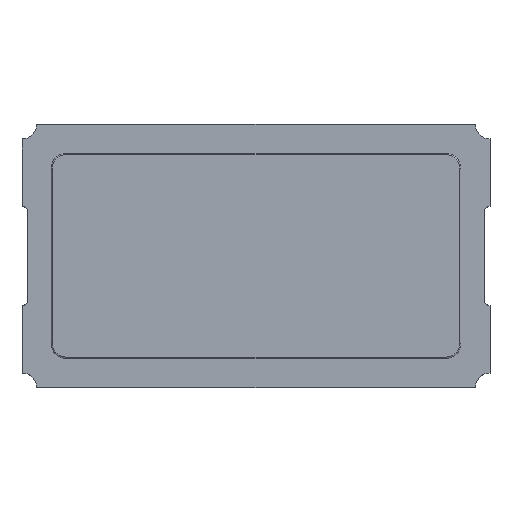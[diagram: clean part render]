
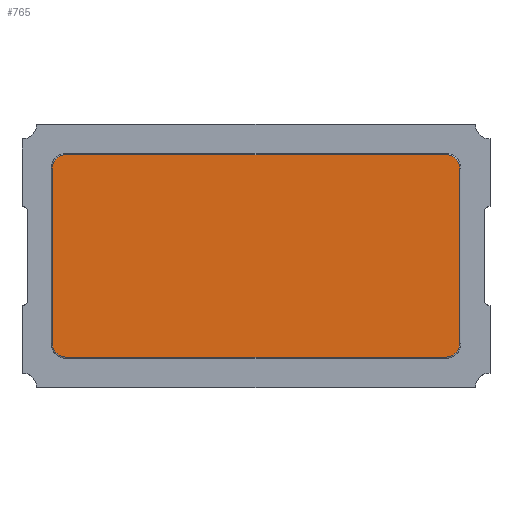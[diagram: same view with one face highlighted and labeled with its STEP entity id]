
A CAD part, top view. The second image highlights one B-rep face of the part: STEP entity #765.
In plain terms, the highlighted planar face has unit normal (0, 0, 1).
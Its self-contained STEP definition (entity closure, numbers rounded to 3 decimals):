
#13=DIRECTION('',(0.,0.,1.));
#35=DIRECTION('',(1.,0.,0.));
#48=DIRECTION('',(0.,0.,-1.));
#57=VECTOR('',#58,1.);
#58=DIRECTION('',(0.,1.,0.));
#69=DIRECTION('',(-1.,0.,0.));
#79=VECTOR('',#35,1.);
#146=DIRECTION('',(0.,-1.,0.));
#482=VECTOR('',#483,1.);
#483=DIRECTION('',(0.,-1.,0.));
#502=DIRECTION('',(0.,0.,-1.));
#553=VECTOR('',#554,1.);
#554=DIRECTION('',(-1.,0.,0.));
#632=VERTEX_POINT('',#633);
#633=CARTESIAN_POINT('',(3.48,1.5,1.45));
#640=EDGE_CURVE('',#632,#641,#643,.T.);
#641=VERTEX_POINT('',#642);
#642=CARTESIAN_POINT('',(3.48,-1.5,1.45));
#643=LINE('',#633,#482);
#657=VERTEX_POINT('',#658);
#658=CARTESIAN_POINT('',(3.25,1.73,1.45));
#662=ORIENTED_EDGE('',*,*,#663,.F.);
#663=EDGE_CURVE('',#657,#632,#664,.T.);
#664=CIRCLE('',#665,0.23);
#665=AXIS2_PLACEMENT_3D('',#666,#502,#58);
#666=CARTESIAN_POINT('',(3.25,1.5,1.45));
#675=VERTEX_POINT('',#676);
#676=CARTESIAN_POINT('',(3.25,-1.73,1.45));
#681=ORIENTED_EDGE('',*,*,#682,.F.);
#682=EDGE_CURVE('',#641,#675,#683,.T.);
#683=CIRCLE('',#684,0.23);
#684=AXIS2_PLACEMENT_3D('',#685,#502,#35);
#685=CARTESIAN_POINT('',(3.25,-1.5,1.45));
#693=VERTEX_POINT('',#694);
#694=CARTESIAN_POINT('',(-3.25,1.73,1.45));
#701=EDGE_CURVE('',#693,#657,#702,.T.);
#702=LINE('',#694,#79);
#710=EDGE_CURVE('',#675,#711,#713,.T.);
#711=VERTEX_POINT('',#712);
#712=CARTESIAN_POINT('',(-3.25,-1.73,1.45));
#713=LINE('',#676,#553);
#726=VERTEX_POINT('',#727);
#727=CARTESIAN_POINT('',(-3.48,1.5,1.45));
#733=ORIENTED_EDGE('',*,*,#734,.F.);
#734=EDGE_CURVE('',#726,#693,#735,.T.);
#735=CIRCLE('',#736,0.23);
#736=AXIS2_PLACEMENT_3D('',#737,#502,#69);
#737=CARTESIAN_POINT('',(-3.25,1.5,1.45));
#745=VERTEX_POINT('',#746);
#746=CARTESIAN_POINT('',(-3.48,-1.5,1.45));
#750=ORIENTED_EDGE('',*,*,#751,.F.);
#751=EDGE_CURVE('',#711,#745,#752,.T.);
#752=CIRCLE('',#753,0.23);
#753=AXIS2_PLACEMENT_3D('',#754,#48,#146);
#754=CARTESIAN_POINT('',(-3.25,-1.5,1.45));
#761=EDGE_CURVE('',#745,#726,#762,.T.);
#762=LINE('',#746,#57);
#765=ADVANCED_FACE('',(#766),#772,.T.);
#766=FACE_BOUND('',#767,.T.);
#767=EDGE_LOOP('',(#768,#750,#769,#681,#770,#662,#771,#733));
#768=ORIENTED_EDGE('',*,*,#761,.F.);
#769=ORIENTED_EDGE('',*,*,#710,.F.);
#770=ORIENTED_EDGE('',*,*,#640,.F.);
#771=ORIENTED_EDGE('',*,*,#701,.F.);
#772=PLANE('',#773);
#773=AXIS2_PLACEMENT_3D('',#774,#13,#35);
#774=CARTESIAN_POINT('',(-3.5,-1.75,1.45));
